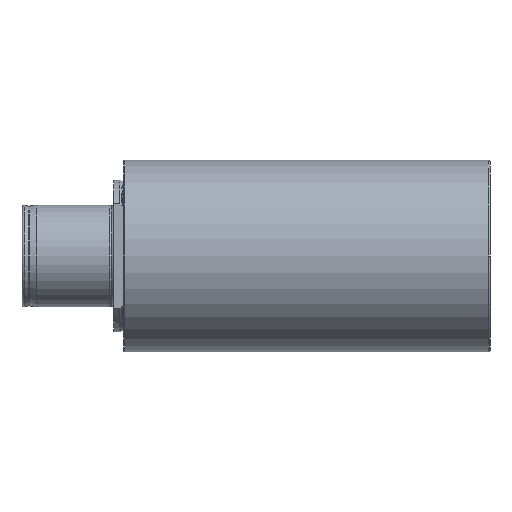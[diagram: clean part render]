
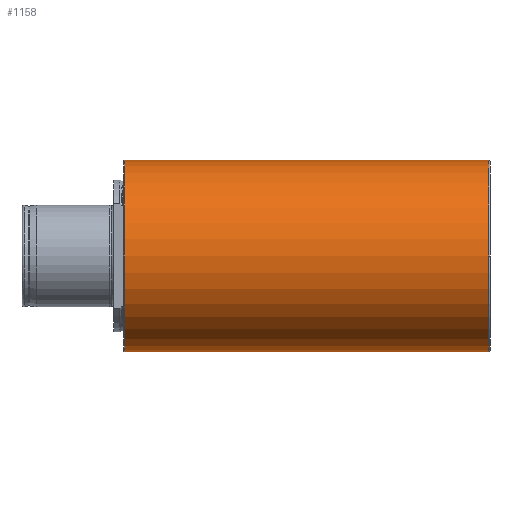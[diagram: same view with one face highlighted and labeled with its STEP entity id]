
A CAD part, front view. The second image highlights one B-rep face of the part: STEP entity #1158.
In plain terms, the highlighted cylindrical face has radius 47 mm (diameter 94 mm), a partial arc.
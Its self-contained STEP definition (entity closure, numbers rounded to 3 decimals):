
#27 = CARTESIAN_POINT ( 'NONE',  ( 229.5, 0., 0. ) ) ;
#28 = DIRECTION ( 'NONE',  ( 1., 0., 0. ) ) ;
#29 = DIRECTION ( 'NONE',  ( 0., 1., 0. ) ) ;
#191 = CARTESIAN_POINT ( 'NONE',  ( 50.5, 0., 0. ) ) ;
#192 = DIRECTION ( 'NONE',  ( -1., 0., 0. ) ) ;
#193 = DIRECTION ( 'NONE',  ( 0., 0., 1. ) ) ;
#194 = CARTESIAN_POINT ( 'NONE',  ( 229.5, 0., 0. ) ) ;
#195 = DIRECTION ( 'NONE',  ( 1., 0., 0. ) ) ;
#196 = DIRECTION ( 'NONE',  ( 0., 1., 0. ) ) ;
#251 = CARTESIAN_POINT ( 'NONE',  ( 0., 0., -47. ) ) ;
#341 = LINE ( 'NONE', #251, #2560 ) ;
#345 = CARTESIAN_POINT ( 'NONE',  ( 0., 0., 47. ) ) ;
#346 = DIRECTION ( 'NONE',  ( -1., 0., 0. ) ) ;
#348 = LINE ( 'NONE', #345, #2556 ) ;
#352 = DIRECTION ( 'NONE',  ( -1., 0., 0. ) ) ;
#572 = CARTESIAN_POINT ( 'NONE',  ( 229.5, -47., 0. ) ) ;
#578 = CARTESIAN_POINT ( 'NONE',  ( 50.5, 0., -47. ) ) ;
#645 = CARTESIAN_POINT ( 'NONE',  ( 229.5, 0., -47. ) ) ;
#654 = CARTESIAN_POINT ( 'NONE',  ( 50.5, 0., 47. ) ) ;
#682 = CARTESIAN_POINT ( 'NONE',  ( 229.5, 0., 47. ) ) ;
#1158 = ADVANCED_FACE ( 'NONE', ( #3230 ), #3234, .T. ) ;
#1410 = EDGE_CURVE ( 'NONE', #4507, #1762, #341, .T. ) ;
#1412 = EDGE_CURVE ( 'NONE', #4546, #4518, #348, .T. ) ;
#1500 = EDGE_CURVE ( 'NONE', #4546, #1756, #2413, .T. ) ;
#1551 = EDGE_CURVE ( 'NONE', #1762, #4518, #2330, .T. ) ;
#1552 = EDGE_CURVE ( 'NONE', #1756, #4507, #2328, .T. ) ;
#1642 = EDGE_LOOP ( 'NONE', ( #3061, #3036, #3052, #3037, #1726 ) ) ;
#1726 = ORIENTED_EDGE ( 'NONE', *, *, #1551, .F. ) ;
#1756 = VERTEX_POINT ( 'NONE', #572 ) ;
#1762 = VERTEX_POINT ( 'NONE', #578 ) ;
#2325 = AXIS2_PLACEMENT_3D ( 'NONE', #194, #195, #196 ) ;
#2327 = AXIS2_PLACEMENT_3D ( 'NONE', #191, #192, #193 ) ;
#2328 = CIRCLE ( 'NONE', #2325, 47. ) ;
#2330 = CIRCLE ( 'NONE', #2327, 47. ) ;
#2411 = AXIS2_PLACEMENT_3D ( 'NONE', #27, #28, #29 ) ;
#2413 = CIRCLE ( 'NONE', #2411, 47. ) ;
#2556 = VECTOR ( 'NONE', #352, 1000. ) ;
#2560 = VECTOR ( 'NONE', #346, 1000. ) ;
#2859 = AXIS2_PLACEMENT_3D ( 'NONE', #3232, #3221, #3235 ) ;
#3036 = ORIENTED_EDGE ( 'NONE', *, *, #1552, .F. ) ;
#3037 = ORIENTED_EDGE ( 'NONE', *, *, #1412, .T. ) ;
#3052 = ORIENTED_EDGE ( 'NONE', *, *, #1500, .F. ) ;
#3061 = ORIENTED_EDGE ( 'NONE', *, *, #1410, .F. ) ;
#3221 = DIRECTION ( 'NONE',  ( -1., 0., 0. ) ) ;
#3230 = FACE_OUTER_BOUND ( 'NONE', #1642, .T. ) ;
#3232 = CARTESIAN_POINT ( 'NONE',  ( 0., 0., 0. ) ) ;
#3234 = CYLINDRICAL_SURFACE ( 'NONE', #2859, 47. ) ;
#3235 = DIRECTION ( 'NONE',  ( 0., 0., 1. ) ) ;
#4507 = VERTEX_POINT ( 'NONE', #645 ) ;
#4518 = VERTEX_POINT ( 'NONE', #654 ) ;
#4546 = VERTEX_POINT ( 'NONE', #682 ) ;
